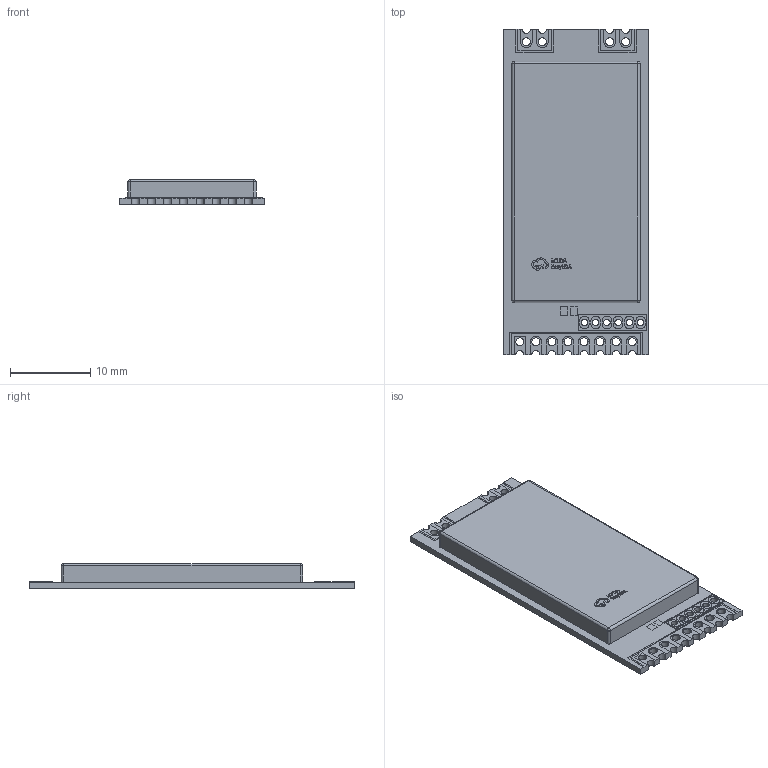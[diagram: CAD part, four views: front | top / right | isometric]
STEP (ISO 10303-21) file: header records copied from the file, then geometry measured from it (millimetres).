
FILE_DESCRIPTION (( 'STEP AP214' ), '1' );
FILE_NAME ('WIRELM-SMD_PNP7806.step', '2022-07-15T13:58:07', ( '' ), ( '' ), 'SwSTEP 2.0', 'SolidWorks 2020', '' );
FILE_SCHEMA (( 'AUTOMOTIVE_DESIGN' ));
Length unit declared in the file: millimetre
Products named in the file (1): WIRELM-SMD_PNP7806
Bounding box: 18 x 40.6 x 3.1 mm (x, y, z)
Volume: 1676.8 mm3; surface area: 1773.5 mm2
Topology: 14 solids, 14 shells, 572 faces, 1552 edges, 1028 vertices
Faces by surface type: plane 354, bspline 112, cylinder 102, sphere 4
Entity records: 25157 total; most frequent: CARTESIAN_POINT 4865, ORIENTED_EDGE 3096, DIRECTION 2403, EDGE_CURVE 1548, VECTOR 1073, LINE 1073, VERTEX_POINT 1028, AXIS2_PLACEMENT_3D 665
